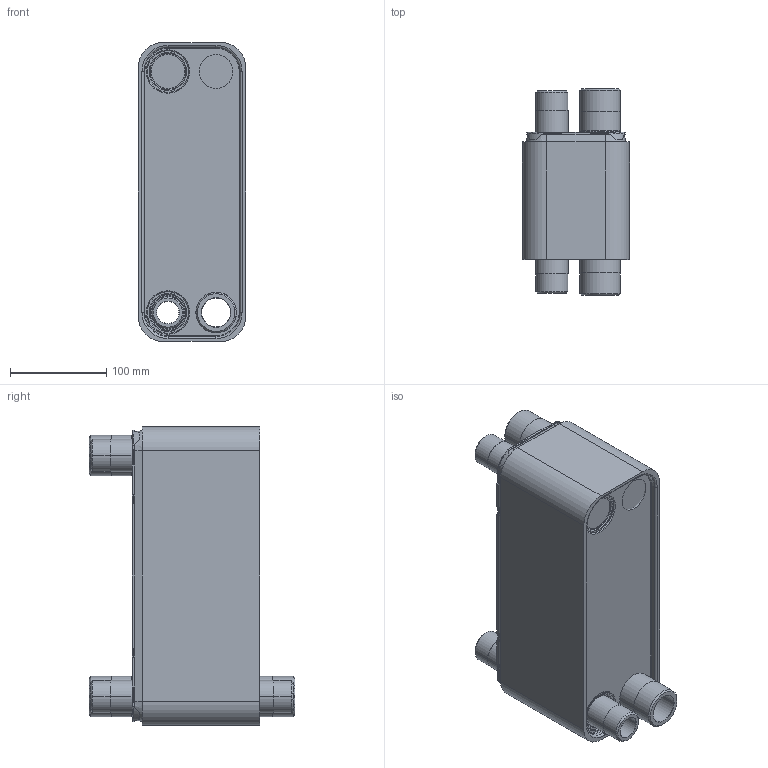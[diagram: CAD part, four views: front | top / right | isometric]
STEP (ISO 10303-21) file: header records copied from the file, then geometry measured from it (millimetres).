
FILE_DESCRIPTION((''),'2;1');
FILE_NAME('AN27_50H_3288001270_ASM','2012-08-27T',('SEROAHN'),(''),'PRO/ENGINEER BY PARAMETRIC TECHNOLOGY CORPORATION, 2007390','PRO/ENGINEER BY PARAMETRIC TECHNOLOGY CORPORATION, 2007390','');
FILE_SCHEMA(('CONFIG_CONTROL_DESIGN'));
Length unit declared in the file: millimetre
Products named in the file (6): AN27_50H_CH_BLOCK_EVEN; AN27_FP_S1S2_32_S3S4_25; AN27_PP_T1_32_T4_25; V24_ISO_228-1; V22_ISO_228-1; AN27_50H_3288001270_ASM
Assembly tree (9 placements, depth 2):
  AN27_50H_3288001270_ASM
    AN27_50H_CH_BLOCK_EVEN
    AN27_FP_S1S2_32_S3S4_25
    AN27_PP_T1_32_T4_25
    V24_ISO_228-1  x3
    V22_ISO_228-1  x3
Bounding box: 111 x 213.5 x 310 mm (x, y, z)
Volume: 3967352.7 mm3; surface area: 403123.2 mm2
Topology: 9 solids, 9 shells, 378 faces, 861 edges, 533 vertices
Faces by surface type: plane 118, cylinder 112, torus 84, cone 64
Entity records: 8515 total; most frequent: CARTESIAN_POINT 1688, DIRECTION 1527, ORIENTED_EDGE 1322, EDGE_CURVE 661, AXIS2_PLACEMENT_3D 629, VERTEX_POINT 413, CIRCLE 336, EDGE_LOOP 322
